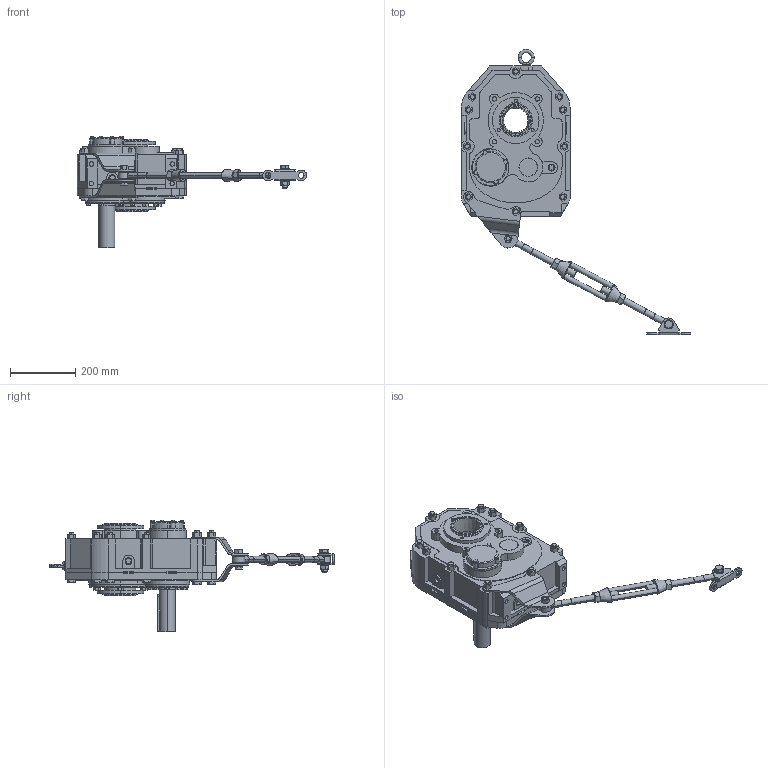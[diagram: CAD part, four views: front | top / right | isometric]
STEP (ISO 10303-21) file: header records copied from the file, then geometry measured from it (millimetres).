
FILE_DESCRIPTION (( 'STEP AP214' ), '1' );
FILE_NAME ('SMR5-09.step', '2016-12-05T17:13:00', ( '' ), ( '' ), 'SwSTEP 2.0', 'SolidWorks 2016', '' );
FILE_SCHEMA (( 'AUTOMOTIVE_DESIGN' ));
Length unit declared in the file: inch
Products named in the file (8): SMR5-TA_5; SMR5-TA_4; SMR5-TA_3; SMR5-TA_2; SMR5-TA_1; SMR5-09_REDUCER; SMR5-09; SMR5-TA
Assembly tree (7 placements, depth 3):
  SMR5-09
    SMR5-09_REDUCER
    SMR5-TA
      SMR5-TA_1
      SMR5-TA_2
      SMR5-TA_3
      SMR5-TA_4
      SMR5-TA_5
Bounding box: 703.77 x 875.34 x 342.75 mm (x, y, z)
Volume: 19656375.9 mm3; surface area: 1595730.5 mm2
Topology: 74 solids, 74 shells, 1347 faces, 3329 edges, 2174 vertices
Faces by surface type: plane 740, cylinder 451, cone 80, torus 44, bspline 32
Entity records: 51471 total; most frequent: CARTESIAN_POINT 13176, DIRECTION 6903, ORIENTED_EDGE 6658, EDGE_CURVE 3329, AXIS2_PLACEMENT_3D 2420, VERTEX_POINT 2174, LINE 2063, VECTOR 2063
